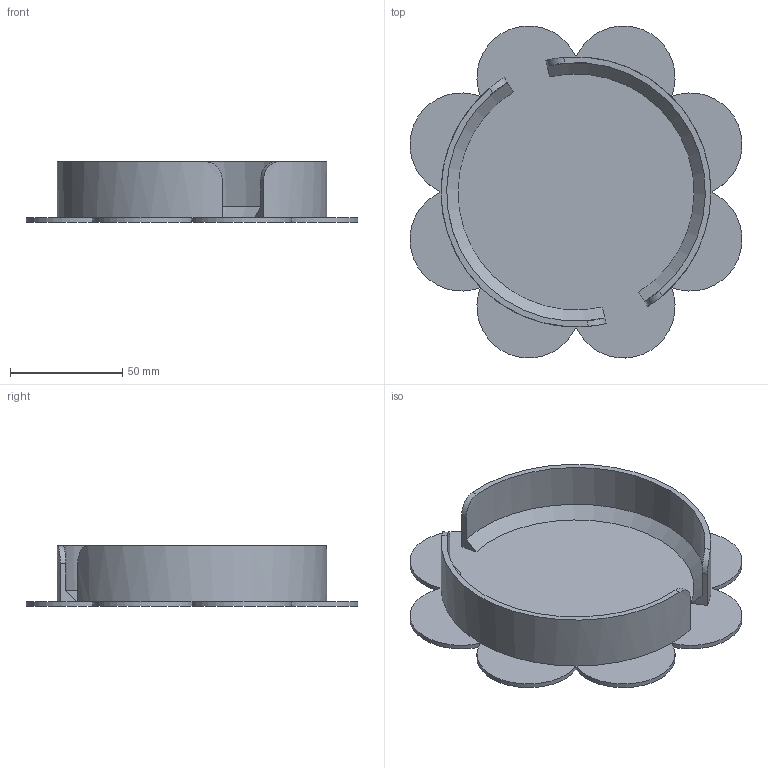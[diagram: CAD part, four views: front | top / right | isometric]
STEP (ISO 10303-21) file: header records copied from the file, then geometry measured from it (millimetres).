
FILE_DESCRIPTION(('FreeCAD Model'),'2;1');
FILE_NAME('Open CASCADE Shape Model','2025-04-19T17:31:24',(''),(''), 'Open CASCADE STEP processor 7.8','FreeCAD','Unknown');
FILE_SCHEMA(('AUTOMOTIVE_DESIGN { 1 0 10303 214 1 1 1 1 }'));
Length unit declared in the file: millimetre
Products named in the file (1): Chamfer
Bounding box: 147.57 x 147.57 x 27 mm (x, y, z)
Volume: 57718.8 mm3; surface area: 50139.2 mm2
Topology: 1 solids, 1 shells, 32 faces, 79 edges, 49 vertices
Faces by surface type: cylinder 16, plane 14, cone 2
Entity records: 1150 total; most frequent: CARTESIAN_POINT 355, DIRECTION 172, ORIENTED_EDGE 158, EDGE_CURVE 79, AXIS2_PLACEMENT_3D 68, VERTEX_POINT 49, LINE 36, VECTOR 36
